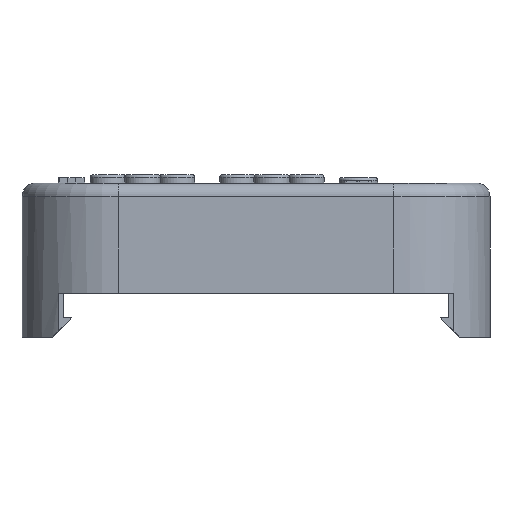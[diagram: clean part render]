
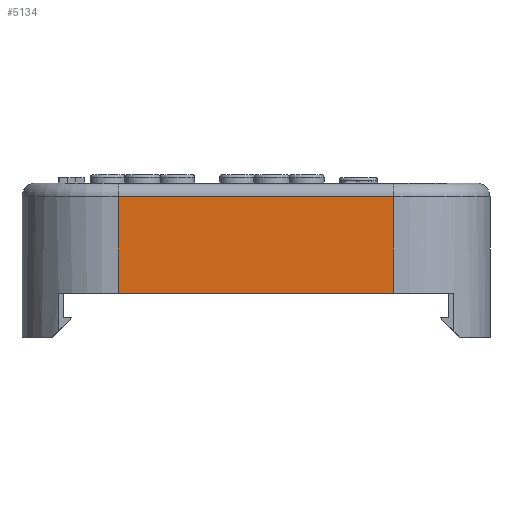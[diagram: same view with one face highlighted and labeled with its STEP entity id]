
A CAD part, left-side view. The second image highlights one B-rep face of the part: STEP entity #5134.
In plain terms, the highlighted planar face has unit normal (-1, 0, 0).
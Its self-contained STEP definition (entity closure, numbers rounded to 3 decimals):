
#442=FACE_OUTER_BOUND('',#748,.T.);
#748=EDGE_LOOP('',(#3585,#3586,#3587,#3588));
#1138=LINE('',#7685,#1691);
#1140=LINE('',#7695,#1693);
#1143=LINE('',#7707,#1696);
#1144=LINE('',#7708,#1697);
#1691=VECTOR('',#6114,10.);
#1693=VECTOR('',#6126,10.);
#1696=VECTOR('',#6137,10.);
#1697=VECTOR('',#6138,10.);
#2233=VERTEX_POINT('',#7678);
#2235=VERTEX_POINT('',#7683);
#2238=VERTEX_POINT('',#7694);
#2243=VERTEX_POINT('',#7706);
#2749=EDGE_CURVE('',#2235,#2233,#1138,.T.);
#2754=EDGE_CURVE('',#2233,#2238,#1140,.T.);
#2760=EDGE_CURVE('',#2243,#2235,#1143,.T.);
#2761=EDGE_CURVE('',#2238,#2243,#1144,.T.);
#3585=ORIENTED_EDGE('',*,*,#2749,.F.);
#3586=ORIENTED_EDGE('',*,*,#2760,.F.);
#3587=ORIENTED_EDGE('',*,*,#2761,.F.);
#3588=ORIENTED_EDGE('',*,*,#2754,.F.);
#4929=PLANE('',#5476);
#5134=ADVANCED_FACE('',(#442),#4929,.T.);
#5476=AXIS2_PLACEMENT_3D('',#7705,#6135,#6136);
#6114=DIRECTION('',(0.,-1.,0.));
#6126=DIRECTION('',(0.,0.,-1.));
#6135=DIRECTION('center_axis',(-1.,0.,0.));
#6136=DIRECTION('ref_axis',(0.,1.,0.));
#6137=DIRECTION('',(0.,0.,1.));
#6138=DIRECTION('',(0.,1.,0.));
#7678=CARTESIAN_POINT('',(-20.,-5.,-0.5));
#7683=CARTESIAN_POINT('',(-20.,5.,-0.5));
#7685=CARTESIAN_POINT('',(-20.,-4.25,-0.5));
#7694=CARTESIAN_POINT('',(-20.,-5.,-4.));
#7695=CARTESIAN_POINT('',(-20.,-5.,0.));
#7705=CARTESIAN_POINT('Origin',(-20.,-8.5,0.));
#7706=CARTESIAN_POINT('',(-20.,5.,-4.));
#7707=CARTESIAN_POINT('',(-20.,5.,0.));
#7708=CARTESIAN_POINT('',(-20.,-8.5,-4.));
